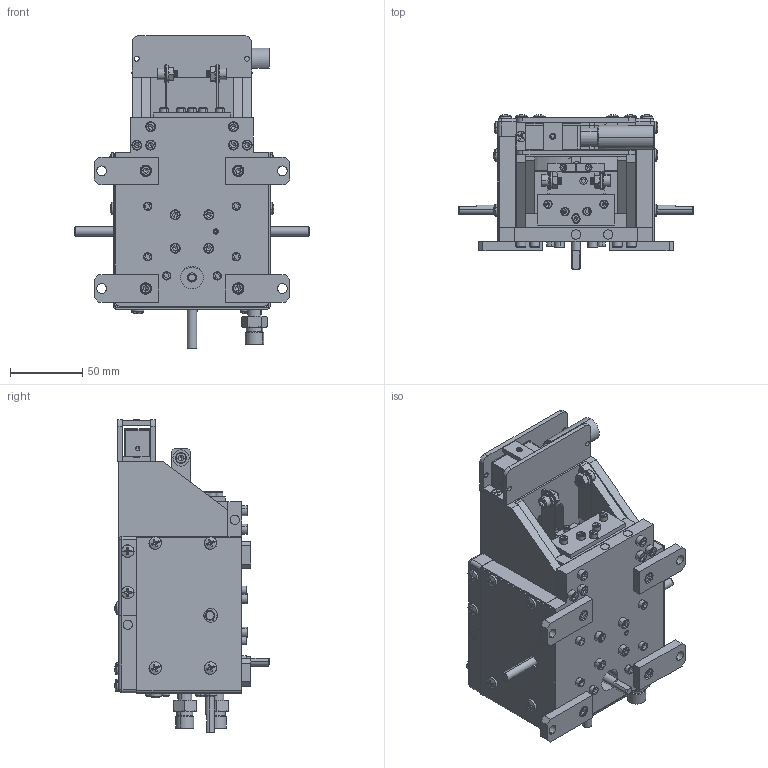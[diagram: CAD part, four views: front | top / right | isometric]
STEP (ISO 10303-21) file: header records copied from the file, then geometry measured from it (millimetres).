
FILE_DESCRIPTION (( 'STEP AP214' ), '1' );
FILE_NAME ('113810_RCR_e-GUN_OUTLINE_DRAWING.STEP', '2019-12-10T16:32:53', ( 'admin' ), ( 'Microsoft' ), 'SwSTEP 2.0', 'SolidWorks 2016', '' );
FILE_SCHEMA (( 'AUTOMOTIVE_DESIGN' ));
Length unit declared in the file: inch
Products named in the file (1): 113810_RCR_e-GUN_OUTLINE_DRAWING
Bounding box: 161.9 x 106.79 x 216.46 mm (x, y, z)
Surface area: 207716.3 mm2 (no closed solid volume)
Topology: 0 solids, 196 shells, 1443 faces, 5716 edges, 4338 vertices
Faces by surface type: plane 843, cone 253, cylinder 219, sphere 64, bspline 62, torus 2
Entity records: 89842 total; most frequent: CARTESIAN_POINT 24861, DIRECTION 9318, ORIENTED_EDGE 8214, EDGE_CURVE 5674, VERTEX_POINT 4338, LINE 3198, VECTOR 3198, AXIS2_PLACEMENT_3D 3060
